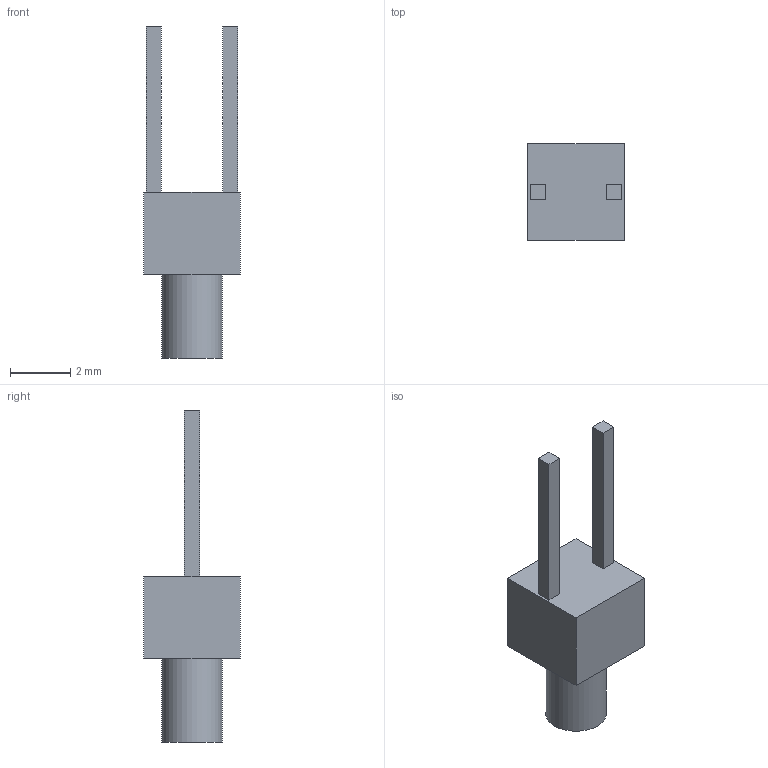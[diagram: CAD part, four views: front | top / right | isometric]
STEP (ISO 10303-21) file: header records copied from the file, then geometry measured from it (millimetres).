
FILE_DESCRIPTION(('STEP AP203'), '1');
FILE_NAME('L-1394IDT', '2024-02-13T11:13:52', ('ava'), (''), 'ASCON STEP Converter 1.3', 'ASCON Math Kernel', '');
FILE_SCHEMA(('CONFIG_CONTROL_DESIGN'));
Length unit declared in the file: millimetre
Products named in the file (1): 6
Bounding box: 3.2 x 3.2 x 11 mm (x, y, z)
Volume: 39.5 mm3; surface area: 95 mm2
Topology: 1 solids, 1 shells, 18 faces, 39 edges, 26 vertices
Faces by surface type: plane 17, cylinder 1
Full cylindrical faces by diameter (mm): 2 x1
Entity records: 584 total; most frequent: CARTESIAN_POINT 83, DIRECTION 78, ORIENTED_EDGE 76, EDGE_CURVE 38, LINE 36, VECTOR 36, VERTEX_POINT 26, EDGE_LOOP 22
